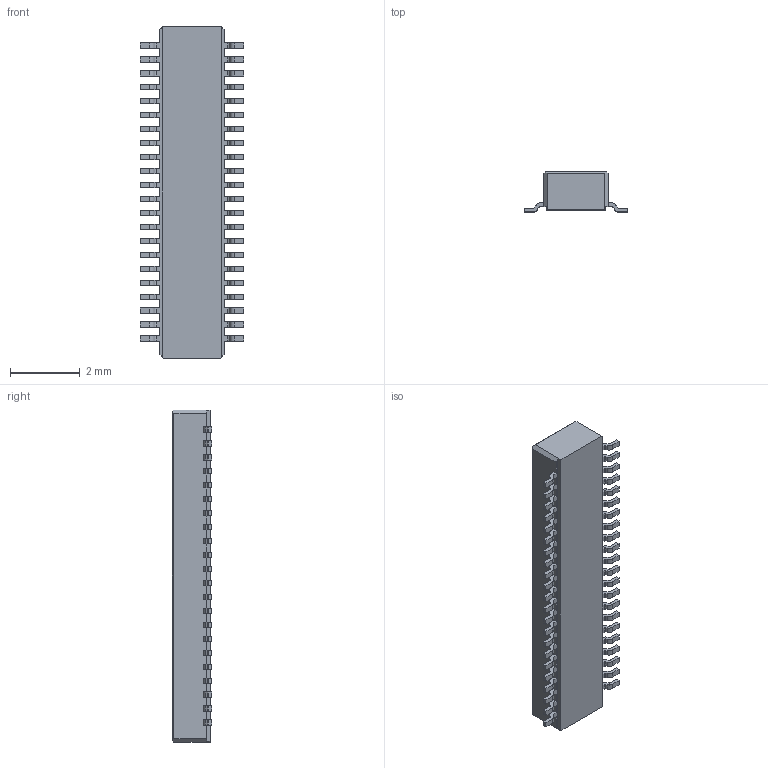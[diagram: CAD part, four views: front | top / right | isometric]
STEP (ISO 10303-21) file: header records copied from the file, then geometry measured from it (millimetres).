
FILE_DESCRIPTION (( 'STEP AP214' ), '1' );
FILE_NAME ('DF40C-40DP.STEP', '2023-04-19T17:24:18', ( '' ), ( '' ), 'SwSTEP 2.0', 'SolidWorks 2022', '' );
FILE_SCHEMA (( 'AUTOMOTIVE_DESIGN' ));
Length unit declared in the file: millimetre
Products named in the file (1): DF40C-40DP
Bounding box: 2.97 x 1.14 x 9.52 mm (x, y, z)
Volume: 11.4 mm3; surface area: 88.7 mm2
Topology: 1 solids, 1 shells, 611 faces, 1798 edges, 1192 vertices
Faces by surface type: plane 397, cylinder 198, bspline 12, cone 4
Entity records: 20458 total; most frequent: CARTESIAN_POINT 3922, ORIENTED_EDGE 3596, DIRECTION 3346, EDGE_CURVE 1798, VECTOR 1362, LINE 1362, VERTEX_POINT 1192, AXIS2_PLACEMENT_3D 992
